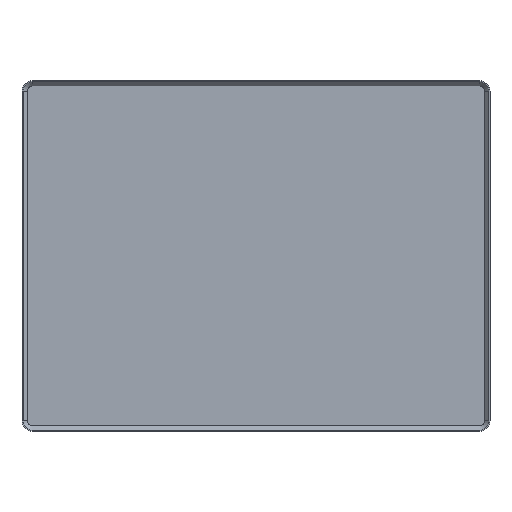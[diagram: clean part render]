
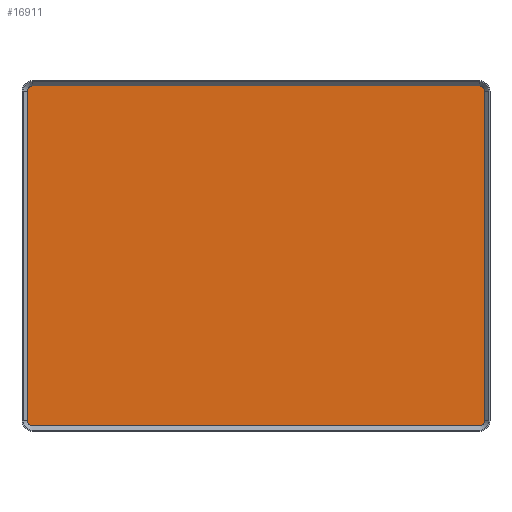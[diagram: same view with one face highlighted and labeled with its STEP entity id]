
A CAD part, top view. The second image highlights one B-rep face of the part: STEP entity #16911.
In plain terms, the highlighted planar face has unit normal (0, 0, 1).
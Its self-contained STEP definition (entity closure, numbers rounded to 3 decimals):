
#115=PLANE('',#18055);
#1119=FACE_OUTER_BOUND('',#2198,.T.);
#2198=EDGE_LOOP('',(#11949,#11950,#11951,#11952,#11953,#11954,#11955,#11956));
#3283=CIRCLE('',#17988,2.95);
#3284=CIRCLE('',#17991,2.95);
#3287=CIRCLE('',#18000,2.95);
#3288=CIRCLE('',#18003,2.95);
#4054=LINE('',#25334,#5839);
#4057=LINE('',#25342,#5842);
#4077=LINE('',#25429,#5862);
#4079=LINE('',#25434,#5864);
#5839=VECTOR('',#19909,10.);
#5842=VECTOR('',#19918,10.);
#5862=VECTOR('',#19956,10.);
#5864=VECTOR('',#19964,10.);
#7617=VERTEX_POINT('',#25326);
#7618=VERTEX_POINT('',#25328);
#7619=VERTEX_POINT('',#25332);
#7620=VERTEX_POINT('',#25336);
#7621=VERTEX_POINT('',#25340);
#7647=VERTEX_POINT('',#25422);
#7648=VERTEX_POINT('',#25424);
#7649=VERTEX_POINT('',#25428);
#9164=EDGE_CURVE('',#7618,#7617,#3283,.T.);
#9167=EDGE_CURVE('',#7617,#7619,#4054,.T.);
#9169=EDGE_CURVE('',#7619,#7620,#3284,.T.);
#9171=EDGE_CURVE('',#7620,#7621,#4057,.T.);
#9202=EDGE_CURVE('',#7648,#7647,#3287,.T.);
#9204=EDGE_CURVE('',#7649,#7648,#4077,.T.);
#9206=EDGE_CURVE('',#7621,#7649,#3288,.T.);
#9207=EDGE_CURVE('',#7647,#7618,#4079,.T.);
#11949=ORIENTED_EDGE('',*,*,#9171,.T.);
#11950=ORIENTED_EDGE('',*,*,#9206,.T.);
#11951=ORIENTED_EDGE('',*,*,#9204,.T.);
#11952=ORIENTED_EDGE('',*,*,#9202,.T.);
#11953=ORIENTED_EDGE('',*,*,#9207,.T.);
#11954=ORIENTED_EDGE('',*,*,#9164,.T.);
#11955=ORIENTED_EDGE('',*,*,#9167,.T.);
#11956=ORIENTED_EDGE('',*,*,#9169,.T.);
#16911=ADVANCED_FACE('',(#1119),#115,.T.);
#17988=AXIS2_PLACEMENT_3D('',#25329,#19903,#19904);
#17991=AXIS2_PLACEMENT_3D('',#25338,#19913,#19914);
#18000=AXIS2_PLACEMENT_3D('',#25425,#19951,#19952);
#18003=AXIS2_PLACEMENT_3D('',#25432,#19960,#19961);
#18055=AXIS2_PLACEMENT_3D('',#25616,#20110,#20111);
#19903=DIRECTION('center_axis',(0.,0.,1.));
#19904=DIRECTION('ref_axis',(1.,0.,0.));
#19909=DIRECTION('',(-1.,0.,0.));
#19913=DIRECTION('center_axis',(0.,0.,1.));
#19914=DIRECTION('ref_axis',(0.,1.,0.));
#19918=DIRECTION('',(0.,-1.,0.));
#19951=DIRECTION('center_axis',(0.,0.,1.));
#19952=DIRECTION('ref_axis',(0.,-1.,0.));
#19956=DIRECTION('',(1.,0.,0.));
#19960=DIRECTION('center_axis',(0.,0.,1.));
#19961=DIRECTION('ref_axis',(-1.,0.,0.));
#19964=DIRECTION('',(0.,1.,0.));
#20110=DIRECTION('center_axis',(0.,0.,1.));
#20111=DIRECTION('ref_axis',(1.,0.,0.));
#25326=CARTESIAN_POINT('',(164.,124.95,5.8));
#25328=CARTESIAN_POINT('',(166.95,122.,5.8));
#25329=CARTESIAN_POINT('Origin',(164.,122.,5.8));
#25332=CARTESIAN_POINT('',(4.,124.95,5.8));
#25334=CARTESIAN_POINT('',(12.5,124.95,5.8));
#25336=CARTESIAN_POINT('',(1.05,122.,5.8));
#25338=CARTESIAN_POINT('Origin',(4.,122.,5.8));
#25340=CARTESIAN_POINT('',(1.05,4.,5.8));
#25342=CARTESIAN_POINT('',(1.05,54.5,5.8));
#25422=CARTESIAN_POINT('',(166.95,4.,5.8));
#25424=CARTESIAN_POINT('',(164.,1.05,5.8));
#25425=CARTESIAN_POINT('Origin',(164.,4.,5.8));
#25428=CARTESIAN_POINT('',(4.,1.05,5.8));
#25429=CARTESIAN_POINT('',(92.5,1.05,5.8));
#25432=CARTESIAN_POINT('Origin',(4.,4.,5.8));
#25434=CARTESIAN_POINT('',(166.95,113.5,5.8));
#25616=CARTESIAN_POINT('Origin',(21.,105.,5.8));
